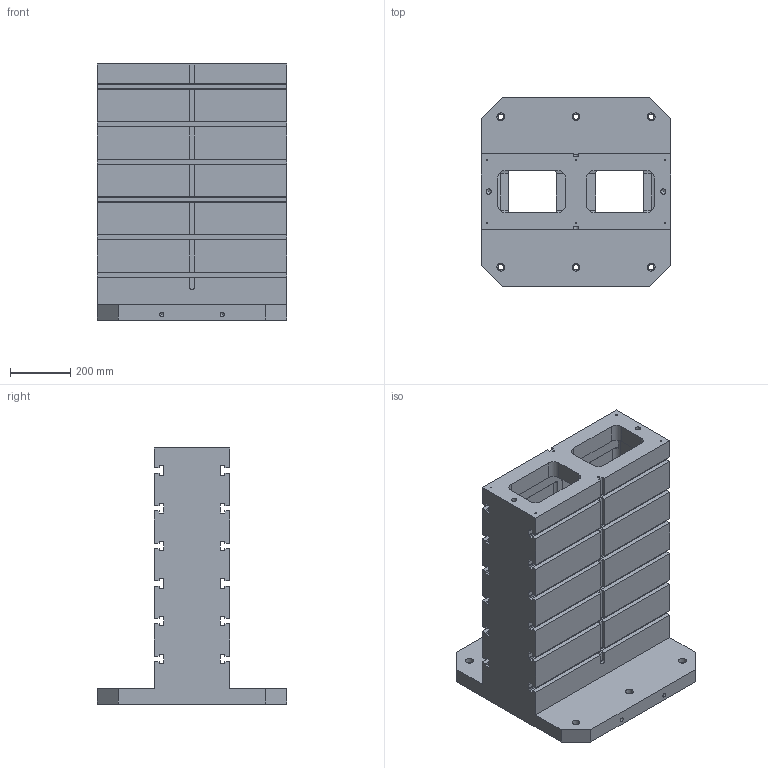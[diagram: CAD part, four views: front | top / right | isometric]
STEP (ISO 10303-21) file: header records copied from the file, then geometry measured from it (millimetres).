
FILE_DESCRIPTION( ( 'Unknown' ), '1' );
FILE_NAME( 'BP12-630630-0850-18.stp', 'Unknown', ( 'S.C.H' ), ( 'Unknown' ), 'XStep 1.0', 'Unknown', ' ' );
FILE_SCHEMA( ( 'CONFIG_CONTROL_DESIGN' ) );
Length unit declared in the file: millimetre
Products named in the file (1): 1
Bounding box: 630 x 630 x 850 mm (x, y, z)
Volume: 68050271.9 mm3; surface area: 4212255 mm2
Topology: 1 solids, 1 shells, 524 faces, 1466 edges, 908 vertices
Faces by surface type: plane 274, cylinder 135, torus 64, sphere 36, cone 11, bspline 4
Full cylindrical faces by diameter (mm): 5 x6, 14 x3, 17.5 x2, 18 x6, 26 x6
Entity records: 18750 total; most frequent: CARTESIAN_POINT 5580, ORIENTED_EDGE 2740, DIRECTION 2694, EDGE_CURVE 1370, LINE 948, VECTOR 948, VERTEX_POINT 897, AXIS2_PLACEMENT_3D 873
